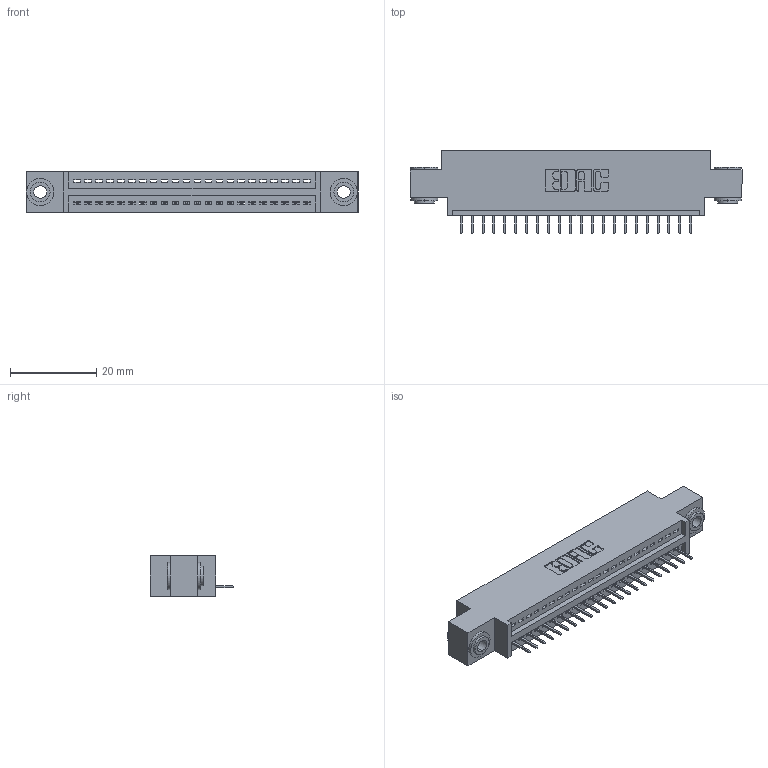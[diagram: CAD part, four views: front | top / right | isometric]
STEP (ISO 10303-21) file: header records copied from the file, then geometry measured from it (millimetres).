
FILE_DESCRIPTION (( 'STEP AP203' ), '1' );
FILE_NAME ('345-022-524-603.STEP', '2019-10-05T00:13:34', ( '' ), ( '' ), 'SwSTEP 2.0', 'SolidWorks 2016', '' );
FILE_SCHEMA (( 'CONFIG_CONTROL_DESIGN' ));
Length unit declared in the file: inch
Products named in the file (4): 345 Part_0.170 Offset - 0.156 Dia-TH; 345-292-001_345-293-124; 345-250-002_345-250-002-102; 345-022-524-603
Assembly tree (25 placements, depth 2):
  345-022-524-603
    345 Part_0.170 Offset - 0.156 Dia-TH
    345-292-001_345-293-124  x22
    345-250-002_345-250-002-102  x2
Bounding box: 77.09 x 19.35 x 9.4 mm (x, y, z)
Volume: 6977.3 mm3; surface area: 9063.5 mm2
Topology: 25 solids, 25 shells, 1532 faces, 4389 edges, 2834 vertices
Faces by surface type: plane 1106, cylinder 418, cone 8
Entity records: 20106 total; most frequent: CARTESIAN_POINT 3461, ORIENTED_EDGE 3410, DIRECTION 3083, EDGE_CURVE 1705, VECTOR 1465, LINE 1465, VERTEX_POINT 1130, AXIS2_PLACEMENT_3D 809
